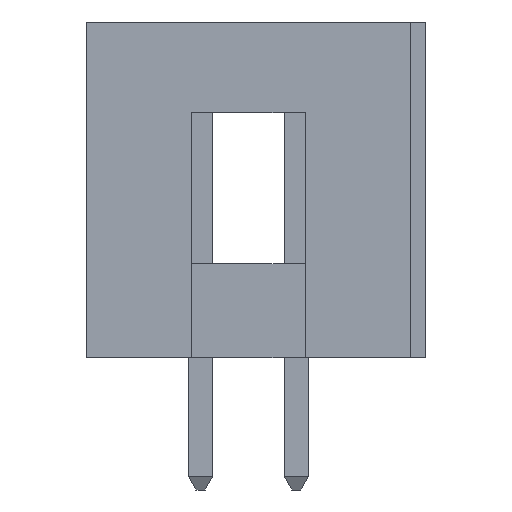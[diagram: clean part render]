
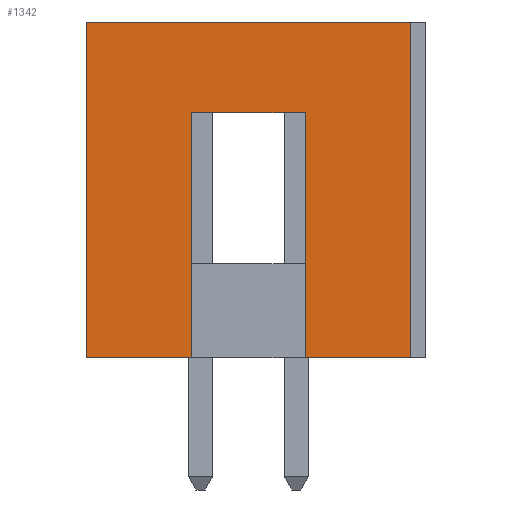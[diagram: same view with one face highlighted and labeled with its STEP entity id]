
A CAD part, left-side view. The second image highlights one B-rep face of the part: STEP entity #1342.
In plain terms, the highlighted planar face has unit normal (-1, 0, 0).
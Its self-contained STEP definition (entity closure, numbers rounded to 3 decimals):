
#345 = CARTESIAN_POINT ( 'NONE',  ( 0., 8.6, 8.9 ) ) ;
#406 = CARTESIAN_POINT ( 'NONE',  ( 0., 2.8, 6.5 ) ) ;
#1168 = ORIENTED_EDGE ( 'NONE', *, *, #14897, .F. ) ;
#1342 = ADVANCED_FACE ( 'NONE', ( #13146 ), #8911, .T. ) ;
#2042 = VECTOR ( 'NONE', #30927, 1000. ) ;
#2576 = CARTESIAN_POINT ( 'NONE',  ( 0., 8.6, 0. ) ) ;
#2708 = DIRECTION ( 'NONE',  ( 0., 0., -1. ) ) ;
#2864 = EDGE_CURVE ( 'NONE', #28319, #30678, #14755, .T. ) ;
#3207 = CARTESIAN_POINT ( 'NONE',  ( 0., 0., 0. ) ) ;
#3288 = CARTESIAN_POINT ( 'NONE',  ( 0., 0., 8.9 ) ) ;
#3546 = VERTEX_POINT ( 'NONE', #17844 ) ;
#4683 = EDGE_CURVE ( 'NONE', #26885, #9996, #25833, .T. ) ;
#5151 = EDGE_CURVE ( 'NONE', #3546, #30678, #14182, .T. ) ;
#5582 = CARTESIAN_POINT ( 'NONE',  ( 0., 0., 8.9 ) ) ;
#5632 = VERTEX_POINT ( 'NONE', #22541 ) ;
#6260 = AXIS2_PLACEMENT_3D ( 'NONE', #13721, #30441, #16115 ) ;
#6741 = CARTESIAN_POINT ( 'NONE',  ( 0., 5.8, 6.5 ) ) ;
#7053 = CARTESIAN_POINT ( 'NONE',  ( 0., 5.8, 6.5 ) ) ;
#7326 = ORIENTED_EDGE ( 'NONE', *, *, #4683, .F. ) ;
#7562 = ORIENTED_EDGE ( 'NONE', *, *, #5151, .T. ) ;
#7571 = CARTESIAN_POINT ( 'NONE',  ( 0., 2.8, 6.5 ) ) ;
#8897 = EDGE_CURVE ( 'NONE', #9996, #5632, #19536, .T. ) ;
#8911 = PLANE ( 'NONE',  #6260 ) ;
#8971 = LINE ( 'NONE', #7571, #20946 ) ;
#9461 = DIRECTION ( 'NONE',  ( 0., 0., -1. ) ) ;
#9996 = VERTEX_POINT ( 'NONE', #3207 ) ;
#10319 = VECTOR ( 'NONE', #9461, 1000. ) ;
#12370 = LINE ( 'NONE', #19437, #25072 ) ;
#13146 = FACE_OUTER_BOUND ( 'NONE', #16816, .T. ) ;
#13167 = VECTOR ( 'NONE', #30235, 1000. ) ;
#13721 = CARTESIAN_POINT ( 'NONE',  ( 0., 0., 8.9 ) ) ;
#13859 = CARTESIAN_POINT ( 'NONE',  ( 0., 5.8, 0. ) ) ;
#14182 = LINE ( 'NONE', #345, #26130 ) ;
#14755 = LINE ( 'NONE', #16708, #2042 ) ;
#14897 = EDGE_CURVE ( 'NONE', #24359, #28319, #29378, .T. ) ;
#15809 = LINE ( 'NONE', #5582, #28519 ) ;
#16115 = DIRECTION ( 'NONE',  ( 0., 0., 1. ) ) ;
#16124 = VECTOR ( 'NONE', #22421, 1000. ) ;
#16708 = CARTESIAN_POINT ( 'NONE',  ( 0., 0., 0. ) ) ;
#16762 = ORIENTED_EDGE ( 'NONE', *, *, #28538, .F. ) ;
#16816 = EDGE_LOOP ( 'NONE', ( #23749, #26515, #7326, #30946, #7562, #19575, #1168, #16762 ) ) ;
#17844 = CARTESIAN_POINT ( 'NONE',  ( 0., 8.6, 8.9 ) ) ;
#19437 = CARTESIAN_POINT ( 'NONE',  ( 0., 2.8, 6.5 ) ) ;
#19536 = LINE ( 'NONE', #27845, #13167 ) ;
#19575 = ORIENTED_EDGE ( 'NONE', *, *, #2864, .F. ) ;
#20679 = VERTEX_POINT ( 'NONE', #406 ) ;
#20946 = VECTOR ( 'NONE', #24291, 1000. ) ;
#21370 = EDGE_CURVE ( 'NONE', #26885, #3546, #15809, .T. ) ;
#22307 = DIRECTION ( 'NONE',  ( 0., 1., 0. ) ) ;
#22421 = DIRECTION ( 'NONE',  ( 0., 0., -1. ) ) ;
#22541 = CARTESIAN_POINT ( 'NONE',  ( 0., 2.8, 0. ) ) ;
#23749 = ORIENTED_EDGE ( 'NONE', *, *, #26284, .T. ) ;
#24291 = DIRECTION ( 'NONE',  ( 0., 1., 0. ) ) ;
#24320 = CARTESIAN_POINT ( 'NONE',  ( 0., 0., 8.9 ) ) ;
#24359 = VERTEX_POINT ( 'NONE', #6741 ) ;
#25072 = VECTOR ( 'NONE', #2708, 1000. ) ;
#25833 = LINE ( 'NONE', #3288, #16124 ) ;
#26130 = VECTOR ( 'NONE', #28972, 1000. ) ;
#26284 = EDGE_CURVE ( 'NONE', #20679, #5632, #12370, .T. ) ;
#26515 = ORIENTED_EDGE ( 'NONE', *, *, #8897, .F. ) ;
#26885 = VERTEX_POINT ( 'NONE', #24320 ) ;
#27845 = CARTESIAN_POINT ( 'NONE',  ( 0., 0., 0. ) ) ;
#28319 = VERTEX_POINT ( 'NONE', #13859 ) ;
#28519 = VECTOR ( 'NONE', #22307, 1000. ) ;
#28538 = EDGE_CURVE ( 'NONE', #20679, #24359, #8971, .T. ) ;
#28972 = DIRECTION ( 'NONE',  ( 0., 0., -1. ) ) ;
#29378 = LINE ( 'NONE', #7053, #10319 ) ;
#30235 = DIRECTION ( 'NONE',  ( 0., 1., 0. ) ) ;
#30441 = DIRECTION ( 'NONE',  ( -1., 0., 0. ) ) ;
#30678 = VERTEX_POINT ( 'NONE', #2576 ) ;
#30927 = DIRECTION ( 'NONE',  ( 0., 1., 0. ) ) ;
#30946 = ORIENTED_EDGE ( 'NONE', *, *, #21370, .T. ) ;
